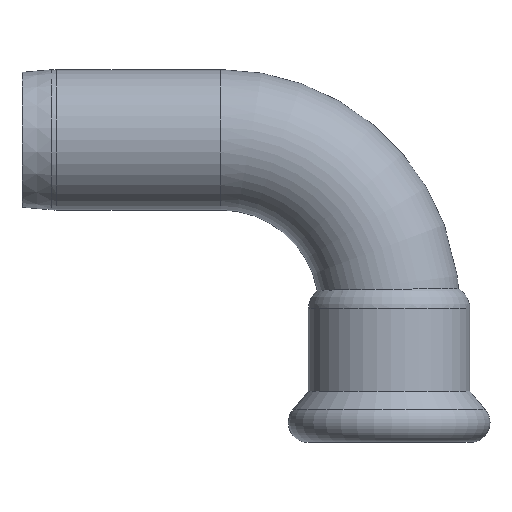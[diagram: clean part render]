
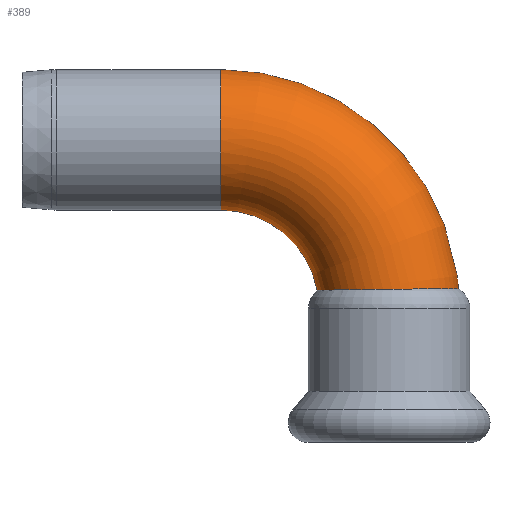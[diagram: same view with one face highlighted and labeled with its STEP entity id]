
A CAD part, front view. The second image highlights one B-rep face of the part: STEP entity #389.
In plain terms, the highlighted toroidal (fillet/blend) face has major radius 26.4 mm and minor radius 11 mm.
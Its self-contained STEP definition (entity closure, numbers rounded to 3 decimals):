
#24=B_SPLINE_CURVE_WITH_KNOTS('',3,(#654,#655,#656,#657,#658,#659,#660,
#661,#662,#663,#664,#665,#666,#667,#668,#669,#670,#671,#672,#673,#674,#675,
#676,#677,#678,#679,#680,#681,#682),.UNSPECIFIED.,.F.,.F.,(4,2,2,2,2,2,
2,2,2,3,2,2,2,4),(-3.477,-3.45,-3.022,
-2.59,-2.155,-1.72,-1.288,
-0.858,-0.428,0.,0.243,0.486,
0.916,1.169),.UNSPECIFIED.);
#25=B_SPLINE_CURVE_WITH_KNOTS('',3,(#683,#684,#685,#686,#687,#688,#689,
#690,#691,#692,#693,#694,#695,#696),.UNSPECIFIED.,.F.,.F.,(4,2,2,2,2,2,
4),(-5.783,-5.604,-5.17,-4.735,
-4.302,-3.875,-3.477),.UNSPECIFIED.);
#38=TOROIDAL_SURFACE('',#444,26.4,11.);
#57=FACE_OUTER_BOUND('',#83,.T.);
#83=EDGE_LOOP('',(#262,#263,#264,#265,#266,#267));
#133=CIRCLE('',#445,11.);
#134=CIRCLE('',#446,15.4);
#135=CIRCLE('',#447,11.);
#162=VERTEX_POINT('',#648);
#163=VERTEX_POINT('',#649);
#164=VERTEX_POINT('',#651);
#165=VERTEX_POINT('',#653);
#199=EDGE_CURVE('',#162,#163,#133,.T.);
#200=EDGE_CURVE('',#163,#164,#134,.T.);
#201=EDGE_CURVE('',#164,#165,#24,.T.);
#202=EDGE_CURVE('',#165,#164,#25,.T.);
#203=EDGE_CURVE('',#163,#162,#135,.T.);
#262=ORIENTED_EDGE('',*,*,#199,.T.);
#263=ORIENTED_EDGE('',*,*,#200,.T.);
#264=ORIENTED_EDGE('',*,*,#201,.T.);
#265=ORIENTED_EDGE('',*,*,#202,.T.);
#266=ORIENTED_EDGE('',*,*,#200,.F.);
#267=ORIENTED_EDGE('',*,*,#203,.T.);
#389=ADVANCED_FACE('',(#57),#38,.T.);
#444=AXIS2_PLACEMENT_3D('',#647,#512,#513);
#445=AXIS2_PLACEMENT_3D('',#650,#514,#515);
#446=AXIS2_PLACEMENT_3D('',#652,#516,#517);
#447=AXIS2_PLACEMENT_3D('',#697,#518,#519);
#512=DIRECTION('center_axis',(0.,-1.,0.));
#513=DIRECTION('ref_axis',(1.,0.,0.));
#514=DIRECTION('center_axis',(1.,0.,0.));
#515=DIRECTION('ref_axis',(0.,-1.,0.));
#516=DIRECTION('center_axis',(0.,1.,0.));
#517=DIRECTION('ref_axis',(1.,0.,0.));
#518=DIRECTION('center_axis',(1.,0.,0.));
#519=DIRECTION('ref_axis',(0.,-1.,0.));
#647=CARTESIAN_POINT('Origin',(-26.4,0.,-26.4));
#648=CARTESIAN_POINT('',(-26.4,11.,0.));
#649=CARTESIAN_POINT('',(-26.4,0.,-11.));
#650=CARTESIAN_POINT('Origin',(-26.4,0.,0.));
#651=CARTESIAN_POINT('',(-11.26,0.,-23.583));
#652=CARTESIAN_POINT('Origin',(-26.4,0.,-26.4));
#653=CARTESIAN_POINT('',(5.24,9.591,-23.358));
#654=CARTESIAN_POINT('Ctrl Pts',(-11.26,0.,
-23.583));
#655=CARTESIAN_POINT('Ctrl Pts',(-11.26,-0.089,
-23.583));
#656=CARTESIAN_POINT('Ctrl Pts',(-11.259,-0.177,-23.583));
#657=CARTESIAN_POINT('Ctrl Pts',(-11.222,-1.692,-23.582));
#658=CARTESIAN_POINT('Ctrl Pts',(-10.907,-3.095,-23.573));
#659=CARTESIAN_POINT('Ctrl Pts',(-9.749,-5.719,-23.545));
#660=CARTESIAN_POINT('Ctrl Pts',(-8.912,-6.91,-23.526));
#661=CARTESIAN_POINT('Ctrl Pts',(-6.824,-8.911,-23.487));
#662=CARTESIAN_POINT('Ctrl Pts',(-5.59,-9.7,-23.467));
#663=CARTESIAN_POINT('Ctrl Pts',(-2.892,-10.759,-23.431));
#664=CARTESIAN_POINT('Ctrl Pts',(-1.454,-11.02,-23.415));
#665=CARTESIAN_POINT('Ctrl Pts',(1.435,-10.977,-23.386));
#666=CARTESIAN_POINT('Ctrl Pts',(2.859,-10.676,-23.375));
#667=CARTESIAN_POINT('Ctrl Pts',(5.504,-9.547,-23.355));
#668=CARTESIAN_POINT('Ctrl Pts',(6.701,-8.732,-23.348));
#669=CARTESIAN_POINT('Ctrl Pts',(8.713,-6.692,-23.336));
#670=CARTESIAN_POINT('Ctrl Pts',(9.509,-5.488,-23.332));
#671=CARTESIAN_POINT('Ctrl Pts',(10.594,-2.843,-23.326));
#672=CARTESIAN_POINT('Ctrl Pts',(10.873,-1.428,-23.325));
#673=CARTESIAN_POINT('Ctrl Pts',(10.873,0.,-23.325));
#674=CARTESIAN_POINT('Ctrl Pts',(10.873,0.809,-23.325));
#675=CARTESIAN_POINT('Ctrl Pts',(10.784,1.616,-23.325));
#676=CARTESIAN_POINT('Ctrl Pts',(10.429,3.196,-23.327));
#677=CARTESIAN_POINT('Ctrl Pts',(10.164,3.963,-23.328));
#678=CARTESIAN_POINT('Ctrl Pts',(9.204,5.991,-23.333));
#679=CARTESIAN_POINT('Ctrl Pts',(8.343,7.154,-23.338));
#680=CARTESIAN_POINT('Ctrl Pts',(6.659,8.688,-23.348));
#681=CARTESIAN_POINT('Ctrl Pts',(5.973,9.181,-23.353));
#682=CARTESIAN_POINT('Ctrl Pts',(5.24,9.591,-23.358));
#683=CARTESIAN_POINT('Ctrl Pts',(5.24,9.591,-23.358));
#684=CARTESIAN_POINT('Ctrl Pts',(4.722,9.881,-23.361));
#685=CARTESIAN_POINT('Ctrl Pts',(4.18,10.129,-23.365));
#686=CARTESIAN_POINT('Ctrl Pts',(2.26,10.827,-23.38));
#687=CARTESIAN_POINT('Ctrl Pts',(0.815,11.05,-23.392));
#688=CARTESIAN_POINT('Ctrl Pts',(-2.081,10.93,-23.421));
#689=CARTESIAN_POINT('Ctrl Pts',(-3.506,10.587,-23.438));
#690=CARTESIAN_POINT('Ctrl Pts',(-6.135,9.378,-23.476));
#691=CARTESIAN_POINT('Ctrl Pts',(-7.317,8.526,-23.496));
#692=CARTESIAN_POINT('Ctrl Pts',(-9.275,6.43,-23.534));
#693=CARTESIAN_POINT('Ctrl Pts',(-10.038,5.21,-23.552));
#694=CARTESIAN_POINT('Ctrl Pts',(-11.018,2.639,-23.576));
#695=CARTESIAN_POINT('Ctrl Pts',(-11.26,1.325,-23.583));
#696=CARTESIAN_POINT('Ctrl Pts',(-11.26,0.,
-23.583));
#697=CARTESIAN_POINT('Origin',(-26.4,0.,0.));
